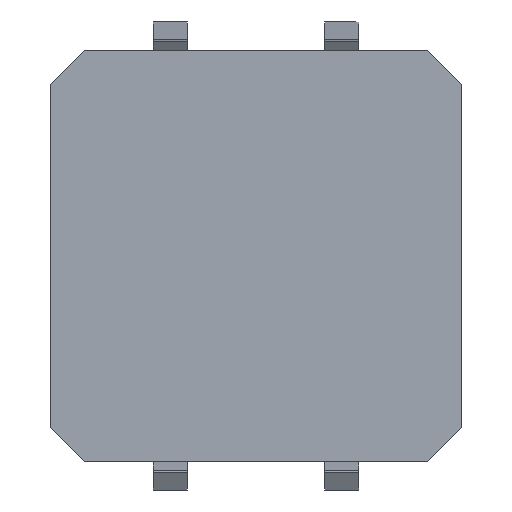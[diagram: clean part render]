
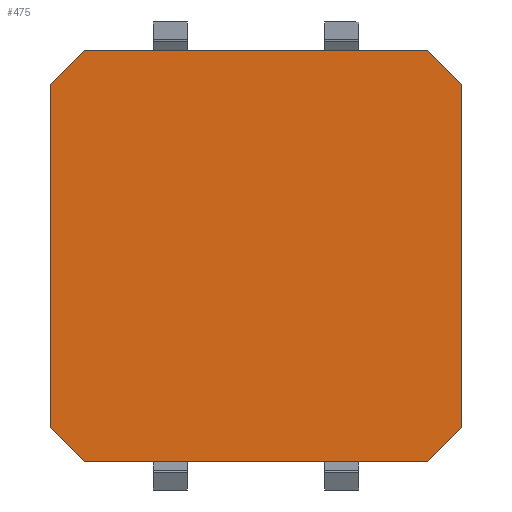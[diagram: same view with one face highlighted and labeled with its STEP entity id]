
A CAD part, front view. The second image highlights one B-rep face of the part: STEP entity #475.
In plain terms, the highlighted planar face has unit normal (0, -1, 0).
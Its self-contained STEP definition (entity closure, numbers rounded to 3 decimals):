
#9 = EDGE_CURVE ( 'NONE', #1483, #1455, #1318, .T. ) ;
#10 = EDGE_CURVE ( 'NONE', #1483, #1506, #1316, .T. ) ;
#11 = EDGE_CURVE ( 'NONE', #1489, #1537, #1320, .T. ) ;
#88 = EDGE_CURVE ( 'NONE', #1489, #1506, #944, .T. ) ;
#89 = EDGE_CURVE ( 'NONE', #1534, #1520, #959, .T. ) ;
#100 = EDGE_CURVE ( 'NONE', #1495, #1455, #986, .T. ) ;
#164 = EDGE_CURVE ( 'NONE', #1495, #1520, #1033, .T. ) ;
#194 = EDGE_CURVE ( 'NONE', #1534, #1537, #1046, .T. ) ;
#198 = AXIS2_PLACEMENT_3D ( 'NONE', #551, #687, #805 ) ;
#303 = DIRECTION ( 'NONE',  ( 0.707, 0., -0.707 ) ) ;
#304 = DIRECTION ( 'NONE',  ( -0.707, 0., -0.707 ) ) ;
#312 = CARTESIAN_POINT ( 'NONE',  ( -6., 0., 6. ) ) ;
#313 = CARTESIAN_POINT ( 'NONE',  ( -5., 0., 6. ) ) ;
#314 = CARTESIAN_POINT ( 'NONE',  ( -6., 0., -5. ) ) ;
#315 = DIRECTION ( 'NONE',  ( 1., 0., 0. ) ) ;
#365 = DIRECTION ( 'NONE',  ( -0.707, 0., 0.707 ) ) ;
#369 = DIRECTION ( 'NONE',  ( 0.707, 0., 0.707 ) ) ;
#371 = DIRECTION ( 'NONE',  ( 0., 0., 1. ) ) ;
#394 = CARTESIAN_POINT ( 'NONE',  ( 5., 0., -6. ) ) ;
#420 = CARTESIAN_POINT ( 'NONE',  ( 6., 0., 5. ) ) ;
#421 = CARTESIAN_POINT ( 'NONE',  ( -6., 0., -6. ) ) ;
#475 = ADVANCED_FACE ( 'NONE', ( #1152 ), #623, .F. ) ;
#549 = CARTESIAN_POINT ( 'NONE',  ( 6., 0., 5. ) ) ;
#551 = CARTESIAN_POINT ( 'NONE',  ( 0., 0., 0. ) ) ;
#623 = PLANE ( 'NONE',  #198 ) ;
#686 = CARTESIAN_POINT ( 'NONE',  ( 5., 0., 6. ) ) ;
#687 = DIRECTION ( 'NONE',  ( 0., 1., 0. ) ) ;
#751 = CARTESIAN_POINT ( 'NONE',  ( 6., 0., -5. ) ) ;
#757 = CARTESIAN_POINT ( 'NONE',  ( 6., 0., -6. ) ) ;
#779 = CARTESIAN_POINT ( 'NONE',  ( -6., 0., -5. ) ) ;
#805 = DIRECTION ( 'NONE',  ( 0., 0., 1. ) ) ;
#836 = CARTESIAN_POINT ( 'NONE',  ( -5., 0., -6. ) ) ;
#848 = CARTESIAN_POINT ( 'NONE',  ( 5., 0., -6. ) ) ;
#865 = CARTESIAN_POINT ( 'NONE',  ( -6., 0., 5. ) ) ;
#870 = DIRECTION ( 'NONE',  ( 0., 0., -1. ) ) ;
#888 = CARTESIAN_POINT ( 'NONE',  ( -5., 0., 6. ) ) ;
#907 = DIRECTION ( 'NONE',  ( -1., 0., 0. ) ) ;
#914 = CARTESIAN_POINT ( 'NONE',  ( -6., 0., -6. ) ) ;
#944 = LINE ( 'NONE', #421, #969 ) ;
#959 = LINE ( 'NONE', #394, #966 ) ;
#966 = VECTOR ( 'NONE', #369, 1000. ) ;
#969 = VECTOR ( 'NONE', #371, 1000. ) ;
#983 = VECTOR ( 'NONE', #365, 1000. ) ;
#986 = LINE ( 'NONE', #420, #983 ) ;
#1030 = VECTOR ( 'NONE', #870, 1000. ) ;
#1033 = LINE ( 'NONE', #757, #1030 ) ;
#1046 = LINE ( 'NONE', #914, #1049 ) ;
#1049 = VECTOR ( 'NONE', #907, 1000. ) ;
#1152 = FACE_OUTER_BOUND ( 'NONE', #1715, .T. ) ;
#1221 = ORIENTED_EDGE ( 'NONE', *, *, #88, .F. ) ;
#1222 = ORIENTED_EDGE ( 'NONE', *, *, #9, .F. ) ;
#1223 = ORIENTED_EDGE ( 'NONE', *, *, #10, .T. ) ;
#1224 = ORIENTED_EDGE ( 'NONE', *, *, #194, .F. ) ;
#1225 = ORIENTED_EDGE ( 'NONE', *, *, #89, .T. ) ;
#1226 = ORIENTED_EDGE ( 'NONE', *, *, #11, .T. ) ;
#1228 = ORIENTED_EDGE ( 'NONE', *, *, #164, .F. ) ;
#1229 = ORIENTED_EDGE ( 'NONE', *, *, #100, .T. ) ;
#1316 = LINE ( 'NONE', #313, #1324 ) ;
#1318 = LINE ( 'NONE', #312, #1325 ) ;
#1320 = LINE ( 'NONE', #314, #1331 ) ;
#1324 = VECTOR ( 'NONE', #304, 1000. ) ;
#1325 = VECTOR ( 'NONE', #315, 1000. ) ;
#1331 = VECTOR ( 'NONE', #303, 1000. ) ;
#1455 = VERTEX_POINT ( 'NONE', #686 ) ;
#1483 = VERTEX_POINT ( 'NONE', #888 ) ;
#1489 = VERTEX_POINT ( 'NONE', #779 ) ;
#1495 = VERTEX_POINT ( 'NONE', #549 ) ;
#1506 = VERTEX_POINT ( 'NONE', #865 ) ;
#1520 = VERTEX_POINT ( 'NONE', #751 ) ;
#1534 = VERTEX_POINT ( 'NONE', #848 ) ;
#1537 = VERTEX_POINT ( 'NONE', #836 ) ;
#1715 = EDGE_LOOP ( 'NONE', ( #1222, #1223, #1221, #1226, #1224, #1225, #1228, #1229 ) ) ;
